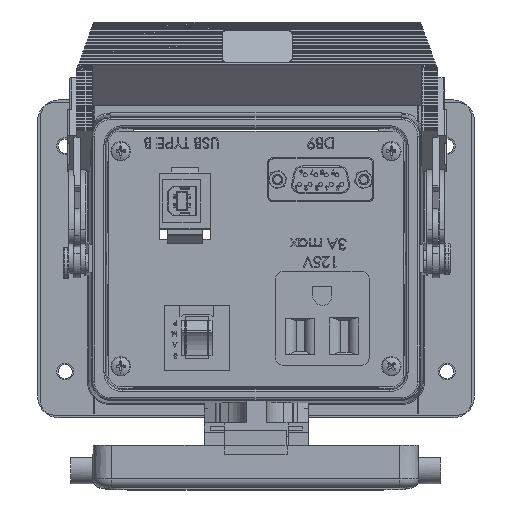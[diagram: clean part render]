
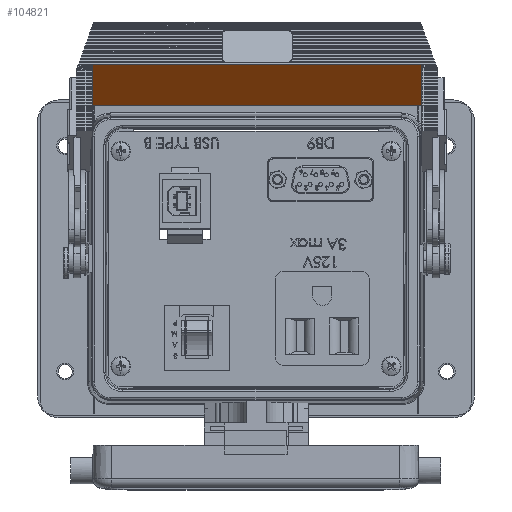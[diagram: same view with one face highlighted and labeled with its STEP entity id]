
A CAD part, top view. The second image highlights one B-rep face of the part: STEP entity #104821.
In plain terms, the highlighted planar face has unit normal (0, -0.695, 0.719).
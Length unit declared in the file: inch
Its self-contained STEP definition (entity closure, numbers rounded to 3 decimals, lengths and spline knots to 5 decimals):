
#8087 = ORIENTED_EDGE ( 'NONE', *, *, #168165, .T. ) ;
#12127 = DIRECTION ( 'NONE',  ( 0., 0.695, -0.719 ) ) ;
#15463 = LINE ( 'NONE', #146603, #162444 ) ;
#18869 = DIRECTION ( 'NONE',  ( -1., 0., 0. ) ) ;
#19426 = LINE ( 'NONE', #104841, #57371 ) ;
#27106 = CARTESIAN_POINT ( 'NONE',  ( -1.857, 2.19923, 0.80925 ) ) ;
#38225 = VERTEX_POINT ( 'NONE', #78781 ) ;
#43700 = AXIS2_PLACEMENT_3D ( 'NONE', #126689, #12127, #111782 ) ;
#46044 = DIRECTION ( 'NONE',  ( 1., 0., 0. ) ) ;
#47692 = ORIENTED_EDGE ( 'NONE', *, *, #62036, .F. ) ;
#50225 = ORIENTED_EDGE ( 'NONE', *, *, #117148, .T. ) ;
#57371 = VECTOR ( 'NONE', #18869, 39.37008 ) ;
#61366 = DIRECTION ( 'NONE',  ( 0., -0.719, -0.695 ) ) ;
#61722 = ORIENTED_EDGE ( 'NONE', *, *, #118479, .T. ) ;
#62036 = EDGE_CURVE ( 'NONE', #38225, #181682, #121583, .T. ) ;
#76823 = VECTOR ( 'NONE', #46044, 39.37008 ) ;
#78781 = CARTESIAN_POINT ( 'NONE',  ( 1.883, 2.19923, 0.80925 ) ) ;
#82324 = EDGE_LOOP ( 'NONE', ( #47692, #8087, #61722, #50225 ) ) ;
#88407 = CARTESIAN_POINT ( 'NONE',  ( 1.883, 1.73484, 0.3608 ) ) ;
#90587 = VECTOR ( 'NONE', #149721, 39.37008 ) ;
#97370 = FACE_OUTER_BOUND ( 'NONE', #82324, .T. ) ;
#97524 = PLANE ( 'NONE',  #43700 ) ;
#101952 = VERTEX_POINT ( 'NONE', #27106 ) ;
#104821 = ADVANCED_FACE ( 'NONE', ( #97370 ), #97524, .F. ) ;
#104841 = CARTESIAN_POINT ( 'NONE',  ( 1.883, 2.19923, 0.80925 ) ) ;
#106858 = CARTESIAN_POINT ( 'NONE',  ( 1.883, 2.34628, 0.95126 ) ) ;
#111265 = VERTEX_POINT ( 'NONE', #133378 ) ;
#111782 = DIRECTION ( 'NONE',  ( 0., 0.719, 0.695 ) ) ;
#114671 = LINE ( 'NONE', #132530, #76823 ) ;
#117148 = EDGE_CURVE ( 'NONE', #111265, #181682, #114671, .T. ) ;
#118479 = EDGE_CURVE ( 'NONE', #101952, #111265, #15463, .T. ) ;
#121583 = LINE ( 'NONE', #106858, #90587 ) ;
#126689 = CARTESIAN_POINT ( 'NONE',  ( 1.883, 2.34628, 0.95126 ) ) ;
#132530 = CARTESIAN_POINT ( 'NONE',  ( 1.883, 1.73484, 0.3608 ) ) ;
#133378 = CARTESIAN_POINT ( 'NONE',  ( -1.857, 1.73484, 0.3608 ) ) ;
#146603 = CARTESIAN_POINT ( 'NONE',  ( -1.857, 2.34628, 0.95126 ) ) ;
#149721 = DIRECTION ( 'NONE',  ( 0., -0.719, -0.695 ) ) ;
#162444 = VECTOR ( 'NONE', #61366, 39.37008 ) ;
#168165 = EDGE_CURVE ( 'NONE', #38225, #101952, #19426, .T. ) ;
#181682 = VERTEX_POINT ( 'NONE', #88407 ) ;
